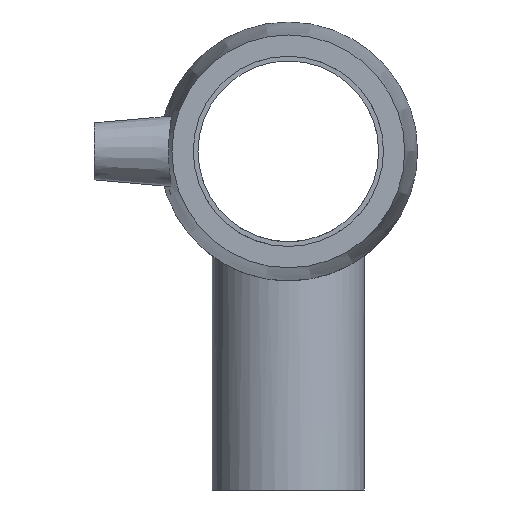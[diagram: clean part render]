
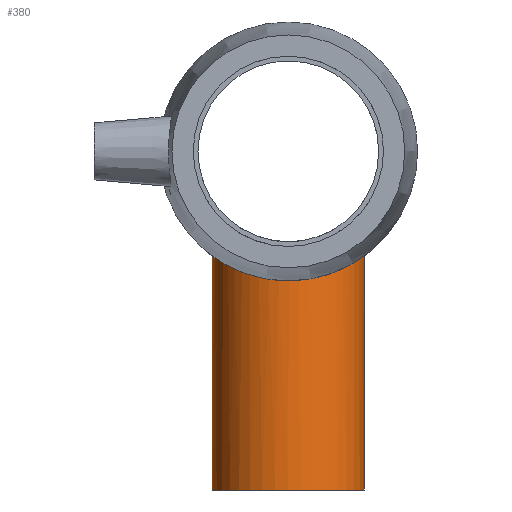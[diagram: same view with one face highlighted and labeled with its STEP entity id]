
A CAD part, left-side view. The second image highlights one B-rep face of the part: STEP entity #380.
In plain terms, the highlighted cylindrical face has radius 20 mm (diameter 40 mm), a full revolution.
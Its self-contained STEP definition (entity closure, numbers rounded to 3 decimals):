
#38=FACE_BOUND('',#140,.T.);
#73=CIRCLE('',#421,20.);
#102=FACE_OUTER_BOUND('',#139,.T.);
#139=EDGE_LOOP('',(#295));
#140=EDGE_LOOP('',(#296));
#207=B_SPLINE_CURVE_WITH_KNOTS('',3,(#745,#746,#747,#748,#749,#750,#751,
#752,#753,#754,#755,#756,#757,#758,#759,#760,#761,#762,#763,#764,#765,#766,
#767,#768,#769,#770,#771,#772,#773,#774,#775,#776,#777,#778,#779,#780,#781,
#782,#783,#784,#785,#786,#787,#788,#789,#790,#791,#792,#793,#794,#795,#796,
#797,#798,#799,#800,#801,#802,#803,#804,#805,#806,#807,#808,#809,#810),
 .UNSPECIFIED.,.T.,.F.,(4,2,2,2,2,2,2,2,2,2,2,2,2,2,2,2,2,2,2,2,2,2,2,2,
2,2,2,2,2,2,2,2,4),(0.,0.389,0.778,1.167,
1.556,1.943,2.33,2.717,3.103,
3.49,3.878,4.265,4.652,5.041,
5.43,5.819,6.209,6.598,6.987,
7.376,7.765,8.153,8.54,8.927,
9.314,9.7,10.087,10.474,10.861,
11.25,11.639,12.028,12.417),
 .UNSPECIFIED.);
#217=VERTEX_POINT('',#742);
#218=VERTEX_POINT('',#744);
#253=EDGE_CURVE('',#217,#217,#73,.T.);
#254=EDGE_CURVE('',#218,#218,#207,.T.);
#295=ORIENTED_EDGE('',*,*,#253,.F.);
#296=ORIENTED_EDGE('',*,*,#254,.F.);
#366=CYLINDRICAL_SURFACE('',#420,20.);
#380=ADVANCED_FACE('',(#102,#38),#366,.T.);
#420=AXIS2_PLACEMENT_3D('',#741,#495,#496);
#421=AXIS2_PLACEMENT_3D('',#743,#497,#498);
#495=DIRECTION('center_axis',(0.,0.,1.));
#496=DIRECTION('ref_axis',(-1.,0.,0.));
#497=DIRECTION('center_axis',(0.,0.,-1.));
#498=DIRECTION('ref_axis',(-1.,0.,0.));
#741=CARTESIAN_POINT('Origin',(-32.5,0.054,-89.));
#742=CARTESIAN_POINT('',(-12.5,0.054,-89.));
#743=CARTESIAN_POINT('Origin',(-32.5,0.054,-89.));
#744=CARTESIAN_POINT('',(-32.5,-19.946,-27.534));
#745=CARTESIAN_POINT('Ctrl Pts',(-32.5,-19.946,-27.534));
#746=CARTESIAN_POINT('Ctrl Pts',(-31.203,-19.946,-27.534));
#747=CARTESIAN_POINT('Ctrl Pts',(-29.877,-19.818,-27.629));
#748=CARTESIAN_POINT('Ctrl Pts',(-27.266,-19.295,-27.997));
#749=CARTESIAN_POINT('Ctrl Pts',(-25.98,-18.9,-28.269));
#750=CARTESIAN_POINT('Ctrl Pts',(-23.531,-17.872,-28.931));
#751=CARTESIAN_POINT('Ctrl Pts',(-22.365,-17.237,-29.318));
#752=CARTESIAN_POINT('Ctrl Pts',(-20.215,-15.782,-30.127));
#753=CARTESIAN_POINT('Ctrl Pts',(-19.229,-14.96,-30.547));
#754=CARTESIAN_POINT('Ctrl Pts',(-17.489,-13.219,-31.339));
#755=CARTESIAN_POINT('Ctrl Pts',(-16.669,-12.237,-31.742));
#756=CARTESIAN_POINT('Ctrl Pts',(-15.212,-10.085,-32.49));
#757=CARTESIAN_POINT('Ctrl Pts',(-14.575,-8.917,-32.834));
#758=CARTESIAN_POINT('Ctrl Pts',(-13.544,-6.461,-33.404));
#759=CARTESIAN_POINT('Ctrl Pts',(-13.149,-5.171,-33.63));
#760=CARTESIAN_POINT('Ctrl Pts',(-12.627,-2.559,-33.929));
#761=CARTESIAN_POINT('Ctrl Pts',(-12.5,-1.235,-34.002));
#762=CARTESIAN_POINT('Ctrl Pts',(-12.5,1.344,-33.998));
#763=CARTESIAN_POINT('Ctrl Pts',(-12.627,2.668,-33.921));
#764=CARTESIAN_POINT('Ctrl Pts',(-13.149,5.282,-33.613));
#765=CARTESIAN_POINT('Ctrl Pts',(-13.545,6.572,-33.383));
#766=CARTESIAN_POINT('Ctrl Pts',(-14.577,9.028,-32.804));
#767=CARTESIAN_POINT('Ctrl Pts',(-15.214,10.196,-32.455));
#768=CARTESIAN_POINT('Ctrl Pts',(-16.671,12.347,-31.699));
#769=CARTESIAN_POINT('Ctrl Pts',(-17.492,13.33,-31.293));
#770=CARTESIAN_POINT('Ctrl Pts',(-19.232,15.07,-30.493));
#771=CARTESIAN_POINT('Ctrl Pts',(-20.217,15.891,-30.07));
#772=CARTESIAN_POINT('Ctrl Pts',(-22.367,17.345,-29.255));
#773=CARTESIAN_POINT('Ctrl Pts',(-23.532,17.979,-28.864));
#774=CARTESIAN_POINT('Ctrl Pts',(-25.98,19.008,-28.197));
#775=CARTESIAN_POINT('Ctrl Pts',(-27.265,19.402,-27.922));
#776=CARTESIAN_POINT('Ctrl Pts',(-29.877,19.926,-27.551));
#777=CARTESIAN_POINT('Ctrl Pts',(-31.203,20.054,-27.456));
#778=CARTESIAN_POINT('Ctrl Pts',(-33.797,20.054,-27.456));
#779=CARTESIAN_POINT('Ctrl Pts',(-35.123,19.926,-27.551));
#780=CARTESIAN_POINT('Ctrl Pts',(-37.735,19.402,-27.922));
#781=CARTESIAN_POINT('Ctrl Pts',(-39.02,19.008,-28.197));
#782=CARTESIAN_POINT('Ctrl Pts',(-41.468,17.979,-28.864));
#783=CARTESIAN_POINT('Ctrl Pts',(-42.633,17.345,-29.255));
#784=CARTESIAN_POINT('Ctrl Pts',(-44.783,15.891,-30.07));
#785=CARTESIAN_POINT('Ctrl Pts',(-45.768,15.07,-30.493));
#786=CARTESIAN_POINT('Ctrl Pts',(-47.508,13.33,-31.293));
#787=CARTESIAN_POINT('Ctrl Pts',(-48.329,12.347,-31.699));
#788=CARTESIAN_POINT('Ctrl Pts',(-49.786,10.196,-32.455));
#789=CARTESIAN_POINT('Ctrl Pts',(-50.423,9.028,-32.804));
#790=CARTESIAN_POINT('Ctrl Pts',(-51.455,6.572,-33.383));
#791=CARTESIAN_POINT('Ctrl Pts',(-51.851,5.282,-33.613));
#792=CARTESIAN_POINT('Ctrl Pts',(-52.373,2.668,-33.921));
#793=CARTESIAN_POINT('Ctrl Pts',(-52.5,1.344,-33.998));
#794=CARTESIAN_POINT('Ctrl Pts',(-52.5,-1.235,-34.002));
#795=CARTESIAN_POINT('Ctrl Pts',(-52.373,-2.559,-33.929));
#796=CARTESIAN_POINT('Ctrl Pts',(-51.851,-5.171,-33.63));
#797=CARTESIAN_POINT('Ctrl Pts',(-51.456,-6.461,-33.404));
#798=CARTESIAN_POINT('Ctrl Pts',(-50.425,-8.917,-32.834));
#799=CARTESIAN_POINT('Ctrl Pts',(-49.788,-10.085,-32.49));
#800=CARTESIAN_POINT('Ctrl Pts',(-48.331,-12.237,-31.742));
#801=CARTESIAN_POINT('Ctrl Pts',(-47.511,-13.219,-31.339));
#802=CARTESIAN_POINT('Ctrl Pts',(-45.771,-14.96,-30.547));
#803=CARTESIAN_POINT('Ctrl Pts',(-44.785,-15.782,-30.127));
#804=CARTESIAN_POINT('Ctrl Pts',(-42.635,-17.237,-29.318));
#805=CARTESIAN_POINT('Ctrl Pts',(-41.469,-17.872,-28.931));
#806=CARTESIAN_POINT('Ctrl Pts',(-39.02,-18.9,-28.269));
#807=CARTESIAN_POINT('Ctrl Pts',(-37.734,-19.295,-27.997));
#808=CARTESIAN_POINT('Ctrl Pts',(-35.123,-19.818,-27.629));
#809=CARTESIAN_POINT('Ctrl Pts',(-33.797,-19.946,-27.534));
#810=CARTESIAN_POINT('Ctrl Pts',(-32.5,-19.946,-27.534));
